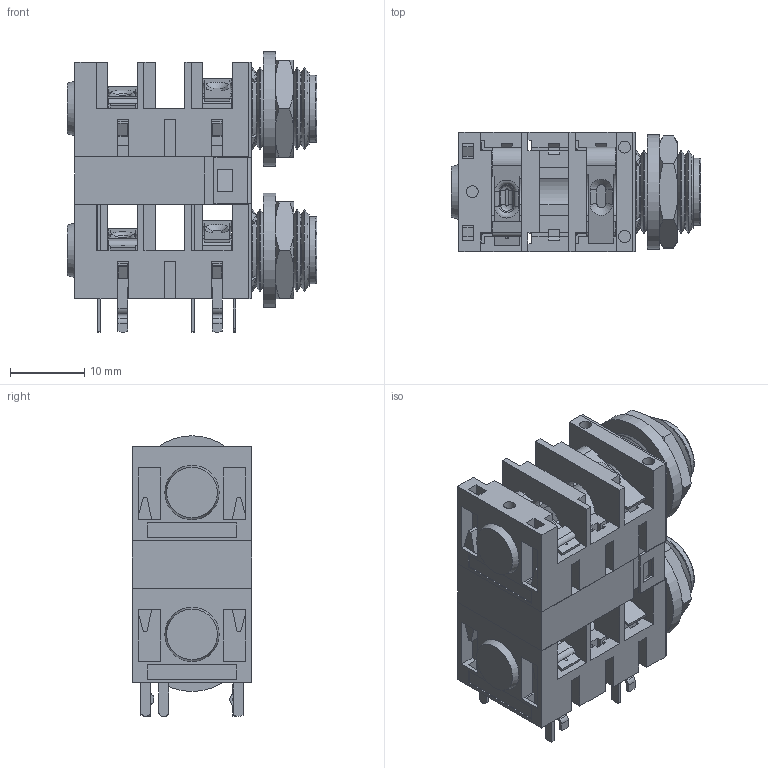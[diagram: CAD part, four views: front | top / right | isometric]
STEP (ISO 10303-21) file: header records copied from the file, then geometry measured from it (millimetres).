
FILE_DESCRIPTION(/* description */ (''),/* implementation_level */ '2;1');
FILE_NAME(/* name */ 'ACJM-MHDE.stp',/* time_stamp */ '2023-10-06T10:58:46+11:00',/* author */ ('minh'),/* organization */ (''),/* preprocessor_version */ 'ST-DEVELOPER v18.1',/* originating_system */ 'Autodesk Inventor 2022',/* authorisation */ '');
FILE_SCHEMA (('AUTOMOTIVE_DESIGN { 1 0 10303 214 3 1 1 }'));
Length unit declared in the file: millimetre
Products named in the file (15): ACJM-MHDE; 50300029-331; 50300716-300; 50300028-331; ACJM-LHDR; 50300027-331; 50300026-331; 50300715-300; 52770001-901; 50110005-531; 55010166-001; 53480012-531; 50300084-331; 52170065-300; 52830001-701
Assembly tree (20 placements, depth 3):
  ACJM-MHDE
    50300029-331  x2
    50300716-300
    50300028-331
    ACJM-LHDR
      53480012-531
      50300027-331  x2
      50300026-331
      50300715-300
      50300084-331
    52770001-901  x2
    50110005-531
    55010166-001
      53480012-531
      50300084-331
    52170065-300  x2
    52830001-701
Bounding box: 33.5 x 16 x 37.68 mm (x, y, z)
Volume: 7938.3 mm3; surface area: 14118.2 mm2
Topology: 18 solids, 18 shells, 1365 faces, 3628 edges, 2300 vertices
Faces by surface type: plane 895, cylinder 296, cone 100, bspline 41, torus 30, sphere 3
Full cylindrical faces by diameter (mm): 1.6 x14, 1.7 x4, 6.45 x2, 6.5 x2, 7.1 x4, 7.7 x8, 9 x2, 9.7 x22, 11.1 x20, 11.3 x2, 15.35 x2
Entity records: 32419 total; most frequent: CARTESIAN_POINT 6984, ORIENTED_EDGE 5210, DIRECTION 4973, EDGE_CURVE 2605, LINE 1953, VECTOR 1953, VERTEX_POINT 1647, AXIS2_PLACEMENT_3D 1510
